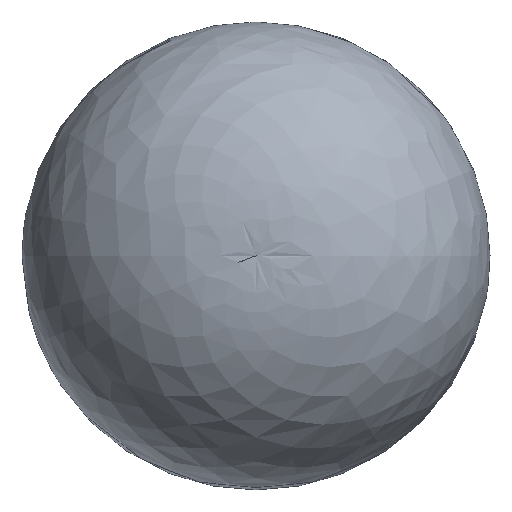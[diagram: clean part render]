
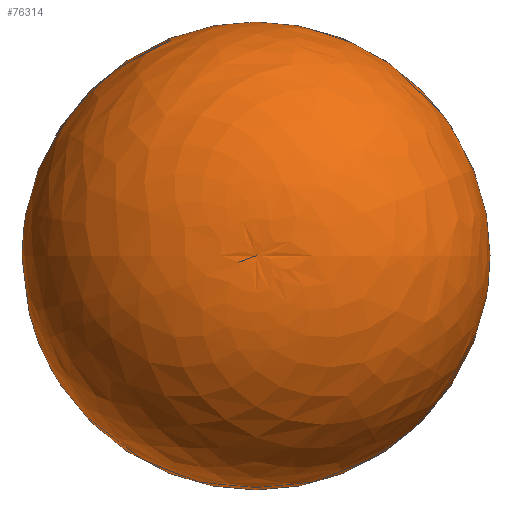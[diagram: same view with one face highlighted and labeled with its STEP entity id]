
A CAD part, top view. The second image highlights one B-rep face of the part: STEP entity #76314.
In plain terms, the highlighted free-form (B-spline) face has degree [2, 2] with [5, 9] control points.
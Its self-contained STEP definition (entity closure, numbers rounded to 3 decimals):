
#281=(
BOUNDED_SURFACE()
B_SPLINE_SURFACE(2,2,((#199272,#199273,#199274,#199275,#199276,#199277,
#199278,#199279,#199280),(#199281,#199282,#199283,#199284,#199285,#199286,
#199287,#199288,#199289),(#199290,#199291,#199292,#199293,#199294,#199295,
#199296,#199297,#199298),(#199299,#199300,#199301,#199302,#199303,#199304,
#199305,#199306,#199307),(#199308,#199309,#199310,#199311,#199312,#199313,
#199314,#199315,#199316)),.UNSPECIFIED.,.F.,.T.,.F.)
B_SPLINE_SURFACE_WITH_KNOTS((3,2,3),(3,2,2,2,3),(-1.692,-0.157,
1.379),(-3.142,-1.571,0.,1.571,
3.142),.UNSPECIFIED.)
GEOMETRIC_REPRESENTATION_ITEM()
RATIONAL_B_SPLINE_SURFACE(((1.,0.707,1.,0.707,1.,
0.707,1.,0.707,1.),(0.719,0.509,
0.719,0.509,0.719,0.509,0.719,
0.509,0.719),(1.,0.707,1.,0.707,
1.,0.707,1.,0.707,1.),(0.719,0.509,
0.719,0.509,0.719,0.509,0.719,
0.509,0.719),(1.,0.707,1.,0.707,
1.,0.707,1.,0.707,1.)))
REPRESENTATION_ITEM('')
SURFACE()
);
#14123=FACE_OUTER_BOUND('',#19090,.T.);
#19090=EDGE_LOOP('',(#65791,#65792,#65793));
#23541=CIRCLE('',#84604,475.941);
#23542=CIRCLE('',#84605,1524.776);
#33320=VERTEX_POINT('',#199269);
#33321=VERTEX_POINT('',#199317);
#44145=EDGE_CURVE('',#33320,#33320,#23541,.T.);
#44146=EDGE_CURVE('',#33320,#33321,#23542,.T.);
#65791=ORIENTED_EDGE('',*,*,#44145,.F.);
#65792=ORIENTED_EDGE('',*,*,#44146,.T.);
#65793=ORIENTED_EDGE('',*,*,#44146,.F.);
#76314=ADVANCED_FACE('',(#14123),#281,.F.);
#84604=AXIS2_PLACEMENT_3D('',#199271,#103004,#103005);
#84605=AXIS2_PLACEMENT_3D('',#199318,#103006,#103007);
#103004=DIRECTION('center_axis',(-1.,0.,0.));
#103005=DIRECTION('ref_axis',(0.,0.,1.));
#103006=DIRECTION('center_axis',(0.,-1.,0.));
#103007=DIRECTION('ref_axis',(0.,0.,
-1.));
#199269=CARTESIAN_POINT('',(-1496.762,185.,-475.941));
#199271=CARTESIAN_POINT('Origin',(-1496.762,185.,0.));
#199272=CARTESIAN_POINT('Ctrl Pts',(1513.512,185.,0.));
#199273=CARTESIAN_POINT('Ctrl Pts',(1513.512,185.,0.));
#199274=CARTESIAN_POINT('Ctrl Pts',(1513.512,185.,0.));
#199275=CARTESIAN_POINT('Ctrl Pts',(1513.512,185.,0.));
#199276=CARTESIAN_POINT('Ctrl Pts',(1513.512,185.,0.));
#199277=CARTESIAN_POINT('Ctrl Pts',(1513.512,185.,0.));
#199278=CARTESIAN_POINT('Ctrl Pts',(1513.512,185.,0.));
#199279=CARTESIAN_POINT('Ctrl Pts',(1513.512,185.,0.));
#199280=CARTESIAN_POINT('Ctrl Pts',(1513.512,185.,0.));
#199281=CARTESIAN_POINT('Ctrl Pts',(1692.116,185.,-1461.184));
#199282=CARTESIAN_POINT('Ctrl Pts',(1692.116,-1276.184,
-1461.184));
#199283=CARTESIAN_POINT('Ctrl Pts',(1692.116,-1276.184,
0.));
#199284=CARTESIAN_POINT('Ctrl Pts',(1692.116,-1276.184,
1461.184));
#199285=CARTESIAN_POINT('Ctrl Pts',(1692.116,185.,1461.184));
#199286=CARTESIAN_POINT('Ctrl Pts',(1692.116,1646.184,1461.184));
#199287=CARTESIAN_POINT('Ctrl Pts',(1692.116,1646.184,0.));
#199288=CARTESIAN_POINT('Ctrl Pts',(1692.116,1646.184,-1461.184));
#199289=CARTESIAN_POINT('Ctrl Pts',(1692.116,185.,-1461.184));
#199290=CARTESIAN_POINT('Ctrl Pts',(238.118,185.,-1691.069));
#199291=CARTESIAN_POINT('Ctrl Pts',(238.118,-1506.069,
-1691.069));
#199292=CARTESIAN_POINT('Ctrl Pts',(238.118,-1506.069,
0.));
#199293=CARTESIAN_POINT('Ctrl Pts',(238.118,-1506.069,
1691.069));
#199294=CARTESIAN_POINT('Ctrl Pts',(238.118,185.,1691.069));
#199295=CARTESIAN_POINT('Ctrl Pts',(238.118,1876.069,1691.069));
#199296=CARTESIAN_POINT('Ctrl Pts',(238.118,1876.069,0.));
#199297=CARTESIAN_POINT('Ctrl Pts',(238.118,1876.069,-1691.069));
#199298=CARTESIAN_POINT('Ctrl Pts',(238.118,185.,-1691.069));
#199299=CARTESIAN_POINT('Ctrl Pts',(-1215.88,185.,
-1920.954));
#199300=CARTESIAN_POINT('Ctrl Pts',(-1215.88,-1735.954,
-1920.954));
#199301=CARTESIAN_POINT('Ctrl Pts',(-1215.88,-1735.954,
0.));
#199302=CARTESIAN_POINT('Ctrl Pts',(-1215.88,-1735.954,
1920.954));
#199303=CARTESIAN_POINT('Ctrl Pts',(-1215.88,185.,
1920.954));
#199304=CARTESIAN_POINT('Ctrl Pts',(-1215.88,2105.954,
1920.954));
#199305=CARTESIAN_POINT('Ctrl Pts',(-1215.88,2105.954,
0.));
#199306=CARTESIAN_POINT('Ctrl Pts',(-1215.88,2105.954,
-1920.954));
#199307=CARTESIAN_POINT('Ctrl Pts',(-1215.88,185.,
-1920.954));
#199308=CARTESIAN_POINT('Ctrl Pts',(-1496.762,185.,
-475.941));
#199309=CARTESIAN_POINT('Ctrl Pts',(-1496.762,-290.941,
-475.941));
#199310=CARTESIAN_POINT('Ctrl Pts',(-1496.762,-290.941,
0.));
#199311=CARTESIAN_POINT('Ctrl Pts',(-1496.762,-290.941,
475.941));
#199312=CARTESIAN_POINT('Ctrl Pts',(-1496.762,185.,
475.941));
#199313=CARTESIAN_POINT('Ctrl Pts',(-1496.762,660.941,
475.941));
#199314=CARTESIAN_POINT('Ctrl Pts',(-1496.762,660.941,
0.));
#199315=CARTESIAN_POINT('Ctrl Pts',(-1496.762,660.941,
-475.941));
#199316=CARTESIAN_POINT('Ctrl Pts',(-1496.762,185.,
-475.941));
#199317=CARTESIAN_POINT('',(1513.512,185.,0.));
#199318=CARTESIAN_POINT('Origin',(0.,185.,-185.));
